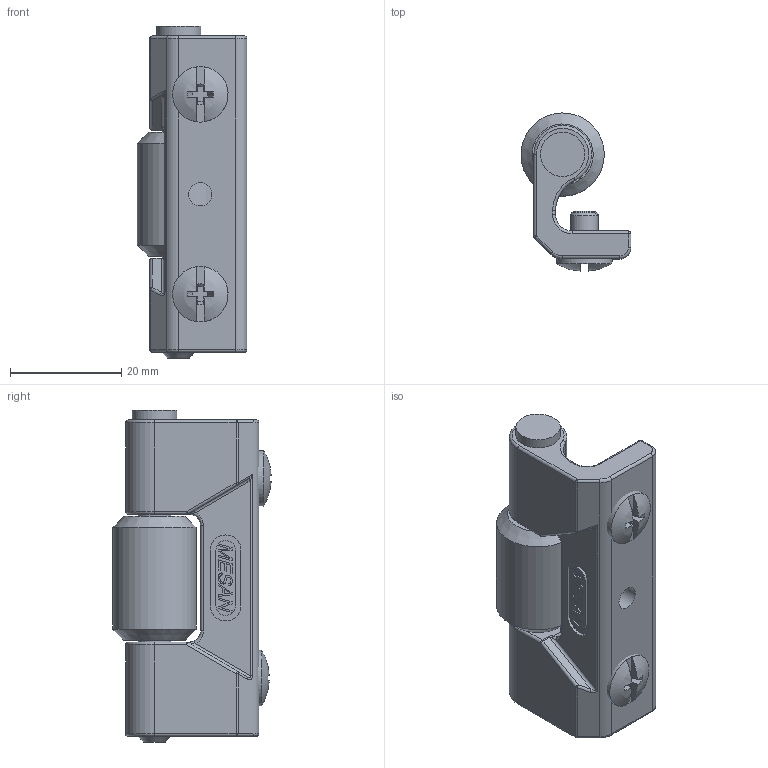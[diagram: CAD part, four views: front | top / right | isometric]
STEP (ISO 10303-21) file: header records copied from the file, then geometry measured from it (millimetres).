
FILE_DESCRIPTION( ( 'STEP AP203' ), '1' );
FILE_NAME( '194.4.step', '2006-11-30T13:02:43', ( ' ' ), ( ' ' ), 'XStep 1.0', ' ', ' ' );
FILE_SCHEMA( ( 'CONFIG_CONTROL_DESIGN' ) );
Length unit declared in the file: millimetre
Products named in the file (5): 1; 2; 3; 4; 5
Bounding box: 19.8 x 28.51 x 59.8 mm (x, y, z)
Volume: 13009.4 mm3; surface area: 8865.8 mm2
Topology: 5 solids, 5 shells, 443 faces, 1081 edges, 652 vertices
Faces by surface type: plane 271, cylinder 114, torus 16, cone 14, sphere 12, bspline 10, extrusion 6
Full cylindrical faces by diameter (mm): 4.2 x3, 5 x2, 5.9 x1, 6.1 x3, 8 x1, 10 x2, 15 x1
Entity records: 14064 total; most frequent: CARTESIAN_POINT 3502, DIRECTION 2278, ORIENTED_EDGE 2098, EDGE_CURVE 1049, AXIS2_PLACEMENT_3D 915, VERTEX_POINT 647, EDGE_LOOP 486, FACE_OUTER_BOUND 456
